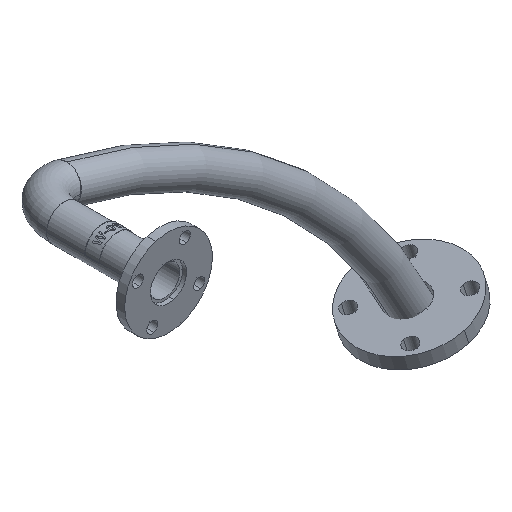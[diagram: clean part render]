
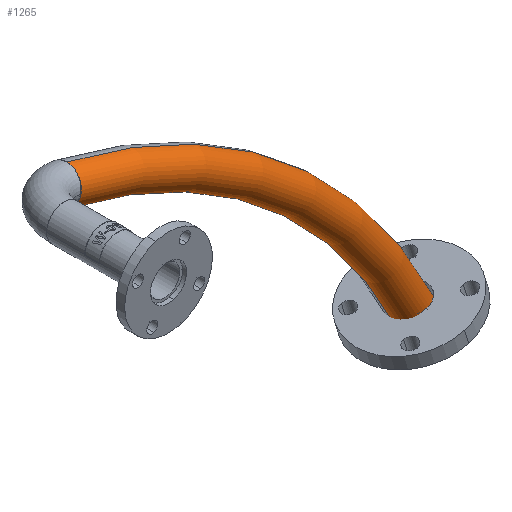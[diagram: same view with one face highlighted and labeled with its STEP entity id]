
A CAD part, isometric view. The second image highlights one B-rep face of the part: STEP entity #1265.
In plain terms, the highlighted toroidal (fillet/blend) face has major radius 715 mm and minor radius 24.15 mm.
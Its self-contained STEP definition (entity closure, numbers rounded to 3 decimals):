
#356 = DIRECTION ( 'NONE',  ( 0., -1., 0. ) ) ;
#373 = CARTESIAN_POINT ( 'NONE',  ( 645.348, 0., 307.815 ) ) ;
#519 = DIRECTION ( 'NONE',  ( -0.972, 0., 0.233 ) ) ;
#660 = CARTESIAN_POINT ( 'NONE',  ( 0., 0., 0. ) ) ;
#970 = DIRECTION ( 'NONE',  ( 0.431, 0., -0.903 ) ) ;
#1215 = DIRECTION ( 'NONE',  ( -0.903, 0., -0.431 ) ) ;
#1262 = AXIS2_PLACEMENT_3D ( 'NONE', #2365, #3960, #2914 ) ;
#1265 = ADVANCED_FACE ( 'NONE', ( #6595 ), #7175, .T. ) ;
#1291 = EDGE_LOOP ( 'NONE', ( #2087, #4297, #2786, #4427 ) ) ;
#1532 = VERTEX_POINT ( 'NONE', #2814 ) ;
#1630 = VERTEX_POINT ( 'NONE', #1694 ) ;
#1694 = CARTESIAN_POINT ( 'NONE',  ( 623.551, 0., 297.419 ) ) ;
#1747 = EDGE_CURVE ( 'NONE', #3166, #4384, #1875, .T. ) ;
#1761 = CIRCLE ( 'NONE', #1262, 690.85 ) ;
#1875 = CIRCLE ( 'NONE', #3104, 739.15 ) ;
#2021 = CIRCLE ( 'NONE', #6241, 24.15 ) ;
#2068 = EDGE_CURVE ( 'NONE', #3166, #1630, #3599, .T. ) ;
#2087 = ORIENTED_EDGE ( 'NONE', *, *, #2068, .F. ) ;
#2365 = CARTESIAN_POINT ( 'NONE',  ( 0., 0., 0. ) ) ;
#2558 = EDGE_CURVE ( 'NONE', #1630, #1532, #1761, .T. ) ;
#2786 = ORIENTED_EDGE ( 'NONE', *, *, #5537, .F. ) ;
#2814 = CARTESIAN_POINT ( 'NONE',  ( 161.276, 0., 671.762 ) ) ;
#2914 = DIRECTION ( 'NONE',  ( 0., 0., -1. ) ) ;
#3104 = AXIS2_PLACEMENT_3D ( 'NONE', #660, #5325, #5446 ) ;
#3166 = VERTEX_POINT ( 'NONE', #7301 ) ;
#3186 = DIRECTION ( 'NONE',  ( 0., 0., -1. ) ) ;
#3583 = CARTESIAN_POINT ( 'NONE',  ( 166.913, 0., 695.244 ) ) ;
#3599 = CIRCLE ( 'NONE', #5626, 24.15 ) ;
#3819 = CARTESIAN_POINT ( 'NONE',  ( 0., 0., 0. ) ) ;
#3937 = AXIS2_PLACEMENT_3D ( 'NONE', #3819, #356, #3186 ) ;
#3960 = DIRECTION ( 'NONE',  ( 0., -1., 0. ) ) ;
#4297 = ORIENTED_EDGE ( 'NONE', *, *, #1747, .T. ) ;
#4384 = VERTEX_POINT ( 'NONE', #6250 ) ;
#4427 = ORIENTED_EDGE ( 'NONE', *, *, #2558, .F. ) ;
#5149 = DIRECTION ( 'NONE',  ( 0.233, 0., 0.972 ) ) ;
#5325 = DIRECTION ( 'NONE',  ( 0., -1., 0. ) ) ;
#5446 = DIRECTION ( 'NONE',  ( 0., 0., -1. ) ) ;
#5537 = EDGE_CURVE ( 'NONE', #1532, #4384, #2021, .T. ) ;
#5626 = AXIS2_PLACEMENT_3D ( 'NONE', #373, #970, #1215 ) ;
#6241 = AXIS2_PLACEMENT_3D ( 'NONE', #3583, #519, #5149 ) ;
#6250 = CARTESIAN_POINT ( 'NONE',  ( 172.551, 0., 718.727 ) ) ;
#6595 = FACE_OUTER_BOUND ( 'NONE', #1291, .T. ) ;
#7175 = TOROIDAL_SURFACE ( 'NONE', #3937, 715., 24.15 ) ;
#7301 = CARTESIAN_POINT ( 'NONE',  ( 667.146, 0., 318.212 ) ) ;
